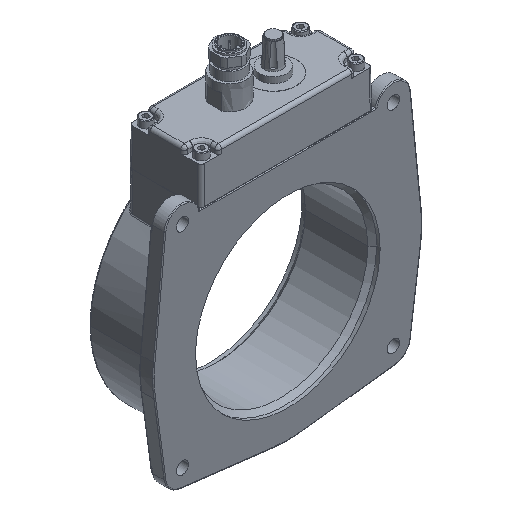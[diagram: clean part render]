
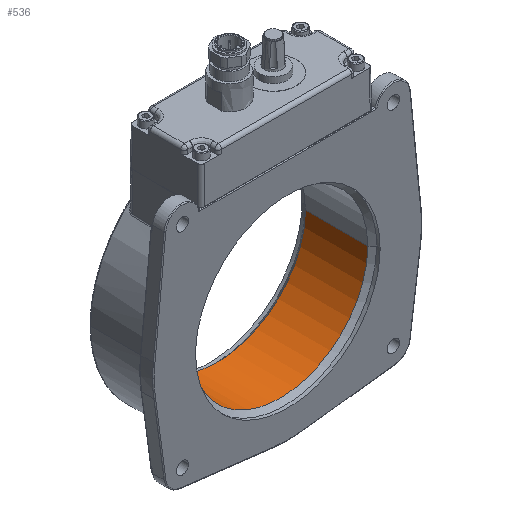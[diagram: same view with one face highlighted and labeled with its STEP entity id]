
A CAD part, isometric view. The second image highlights one B-rep face of the part: STEP entity #536.
In plain terms, the highlighted free-form (B-spline) face has degree [2, 1] with [5, 2] control points.
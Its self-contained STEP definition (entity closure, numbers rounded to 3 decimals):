
#335 = VERTEX_POINT('',#336);
#336 = CARTESIAN_POINT('',(51.111,4.6,0.));
#342 = VERTEX_POINT('',#343);
#343 = CARTESIAN_POINT('',(-51.111,4.6,0.));
#379 = EDGE_CURVE('',#335,#342,#380,.T.);
#380 = ( BOUNDED_CURVE() B_SPLINE_CURVE(2,(#381,#382,#383,#384,#385),
.UNSPECIFIED.,.F.,.F.) B_SPLINE_CURVE_WITH_KNOTS((3,2,3),(0.,
1.571,3.142),.PIECEWISE_BEZIER_KNOTS.) CURVE() 
GEOMETRIC_REPRESENTATION_ITEM() RATIONAL_B_SPLINE_CURVE((1.,
0.707,1.,0.707,1.)) REPRESENTATION_ITEM('') );
#381 = CARTESIAN_POINT('',(51.111,4.6,0.));
#382 = CARTESIAN_POINT('',(51.111,4.6,
    -51.111));
#383 = CARTESIAN_POINT('',(0.,4.6,
    -51.111));
#384 = CARTESIAN_POINT('',(-51.111,4.6,
    -51.111));
#385 = CARTESIAN_POINT('',(-51.111,4.6,
    0.));
#454 = VERTEX_POINT('',#455);
#455 = CARTESIAN_POINT('',(51.111,40.889,0.));
#460 = EDGE_CURVE('',#454,#461,#463,.T.);
#461 = VERTEX_POINT('',#462);
#462 = CARTESIAN_POINT('',(-51.111,40.889,0.));
#463 = ( BOUNDED_CURVE() B_SPLINE_CURVE(2,(#464,#465,#466,#467,#468),
.UNSPECIFIED.,.F.,.F.) B_SPLINE_CURVE_WITH_KNOTS((3,2,3),(0.,
1.571,3.142),.PIECEWISE_BEZIER_KNOTS.) CURVE() 
GEOMETRIC_REPRESENTATION_ITEM() RATIONAL_B_SPLINE_CURVE((1.,
0.707,1.,0.707,1.)) REPRESENTATION_ITEM('') );
#464 = CARTESIAN_POINT('',(51.111,40.889,0.));
#465 = CARTESIAN_POINT('',(51.111,40.889,
    -51.111));
#466 = CARTESIAN_POINT('',(0.,40.889,
    -51.111));
#467 = CARTESIAN_POINT('',(-51.111,40.889,
    -51.111));
#468 = CARTESIAN_POINT('',(-51.111,40.889,
    0.));
#514 = EDGE_CURVE('',#454,#335,#515,.T.);
#515 = B_SPLINE_CURVE_WITH_KNOTS('',1,(#516,#517),.UNSPECIFIED.,.F.,.F.,
  (2,2),(0.,35.5),.PIECEWISE_BEZIER_KNOTS.);
#516 = CARTESIAN_POINT('',(51.111,40.889,0.));
#517 = CARTESIAN_POINT('',(51.111,4.6,0.));
#520 = EDGE_CURVE('',#461,#342,#521,.T.);
#521 = B_SPLINE_CURVE_WITH_KNOTS('',1,(#522,#523),.UNSPECIFIED.,.F.,.F.,
  (2,2),(0.,35.5),.PIECEWISE_BEZIER_KNOTS.);
#522 = CARTESIAN_POINT('',(-51.111,40.889,0.));
#523 = CARTESIAN_POINT('',(-51.111,4.6,0.));
#536 = ADVANCED_FACE('',(#537),#543,.F.);
#537 = FACE_BOUND('',#538,.F.);
#538 = EDGE_LOOP('',(#539,#540,#541,#542));
#539 = ORIENTED_EDGE('',*,*,#514,.T.);
#540 = ORIENTED_EDGE('',*,*,#379,.T.);
#541 = ORIENTED_EDGE('',*,*,#520,.F.);
#542 = ORIENTED_EDGE('',*,*,#460,.F.);
#543 = ( BOUNDED_SURFACE() B_SPLINE_SURFACE(2,1,(
    (#544,#545)
    ,(#546,#547)
    ,(#548,#549)
    ,(#550,#551)
,(#552,#553
    )),.UNSPECIFIED.,.F.,.F.,.F.) B_SPLINE_SURFACE_WITH_KNOTS((3,2,3),(2
    ,2),(0.,1.571,3.142),(4.525,40.025),
.PIECEWISE_BEZIER_KNOTS.) GEOMETRIC_REPRESENTATION_ITEM() 
RATIONAL_B_SPLINE_SURFACE((
    (1.,1.)
    ,(0.707,0.707)
    ,(1.,1.)
    ,(0.707,0.707)
,(1.,1.))) REPRESENTATION_ITEM('') SURFACE() );
#544 = CARTESIAN_POINT('',(-51.111,40.889,0.));
#545 = CARTESIAN_POINT('',(-51.111,4.6,0.));
#546 = CARTESIAN_POINT('',(-51.111,40.889,
    -51.111));
#547 = CARTESIAN_POINT('',(-51.111,4.6,
    -51.111));
#548 = CARTESIAN_POINT('',(0.,40.889,
    -51.111));
#549 = CARTESIAN_POINT('',(0.,4.6,
    -51.111));
#550 = CARTESIAN_POINT('',(51.111,40.889,
    -51.111));
#551 = CARTESIAN_POINT('',(51.111,4.6,
    -51.111));
#552 = CARTESIAN_POINT('',(51.111,40.889,
    0.));
#553 = CARTESIAN_POINT('',(51.111,4.6,
    0.));
